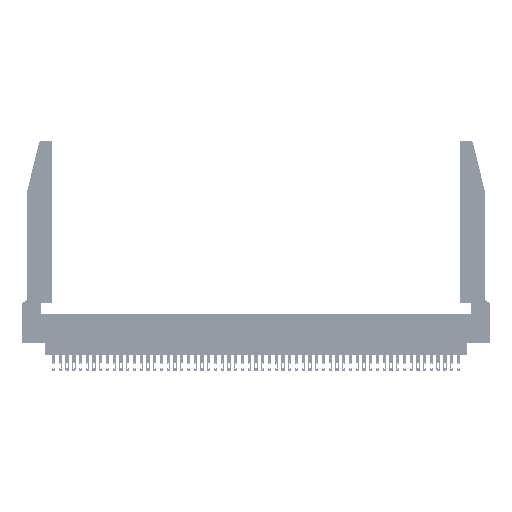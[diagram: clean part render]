
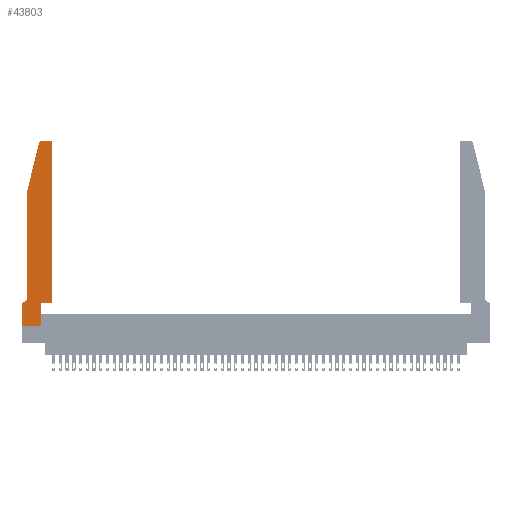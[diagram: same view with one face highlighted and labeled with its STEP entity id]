
A CAD part, top view. The second image highlights one B-rep face of the part: STEP entity #43803.
In plain terms, the highlighted planar face has unit normal (0, 0, 1).
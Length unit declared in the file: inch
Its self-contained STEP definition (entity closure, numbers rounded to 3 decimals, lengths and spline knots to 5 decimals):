
#31 = CARTESIAN_POINT ( 'NONE',  ( 0.0755, 0.42, 0.37 ) ) ;
#987 = DIRECTION ( 'NONE',  ( -1., 0., 0. ) ) ;
#1061 = CARTESIAN_POINT ( 'NONE',  ( 0.4505, 0.35, 0.37 ) ) ;
#1161 = LINE ( 'NONE', #13584, #3591 ) ;
#2094 = VERTEX_POINT ( 'NONE', #1061 ) ;
#2331 = DIRECTION ( 'NONE',  ( 0., -1., 0. ) ) ;
#2805 = DIRECTION ( 'NONE',  ( 0., 0., 1. ) ) ;
#3087 = CARTESIAN_POINT ( 'NONE',  ( 0.2865, 0.35, 0.37 ) ) ;
#3281 = AXIS2_PLACEMENT_3D ( 'NONE', #29890, #2805, #10621 ) ;
#3341 = ORIENTED_EDGE ( 'NONE', *, *, #6278, .T. ) ;
#3450 = VERTEX_POINT ( 'NONE', #16864 ) ;
#3591 = VECTOR ( 'NONE', #48601, 39.37008 ) ;
#4892 = VECTOR ( 'NONE', #2331, 39.37008 ) ;
#5132 = VERTEX_POINT ( 'NONE', #25213 ) ;
#6173 = VERTEX_POINT ( 'NONE', #36607 ) ;
#6278 = EDGE_CURVE ( 'NONE', #3450, #33795, #10358, .T. ) ;
#6599 = VERTEX_POINT ( 'NONE', #27432 ) ;
#6602 = ORIENTED_EDGE ( 'NONE', *, *, #33733, .T. ) ;
#6913 = ORIENTED_EDGE ( 'NONE', *, *, #17243, .T. ) ;
#7305 = DIRECTION ( 'NONE',  ( -1., 0., 0. ) ) ;
#7330 = LINE ( 'NONE', #44825, #4892 ) ;
#7704 = EDGE_CURVE ( 'NONE', #19248, #6173, #45923, .T. ) ;
#8058 = DIRECTION ( 'NONE',  ( 0., 1., 0. ) ) ;
#8171 = VECTOR ( 'NONE', #31152, 39.37008 ) ;
#8264 = DIRECTION ( 'NONE',  ( 0., 0., 1. ) ) ;
#9649 = EDGE_CURVE ( 'NONE', #41780, #3450, #18432, .T. ) ;
#10358 = LINE ( 'NONE', #21577, #41220 ) ;
#10621 = DIRECTION ( 'NONE',  ( 1., 0., 0. ) ) ;
#11328 = LINE ( 'NONE', #26579, #12551 ) ;
#11528 = ORIENTED_EDGE ( 'NONE', *, *, #36455, .T. ) ;
#11948 = ORIENTED_EDGE ( 'NONE', *, *, #9649, .T. ) ;
#12551 = VECTOR ( 'NONE', #7305, 39.37008 ) ;
#13207 = ORIENTED_EDGE ( 'NONE', *, *, #19974, .T. ) ;
#13576 = VECTOR ( 'NONE', #43041, 39.37008 ) ;
#13584 = CARTESIAN_POINT ( 'NONE',  ( 0.4505, 0.35, 0.37 ) ) ;
#15152 = CARTESIAN_POINT ( 'NONE',  ( 0., 0.35, 0.37 ) ) ;
#15584 = CARTESIAN_POINT ( 'NONE',  ( 0., 0., 0.37 ) ) ;
#16391 = CARTESIAN_POINT ( 'NONE',  ( 0.2605, 2.75, 0.37 ) ) ;
#16490 = CARTESIAN_POINT ( 'NONE',  ( 0.25487, 2.72718, 0.37 ) ) ;
#16864 = CARTESIAN_POINT ( 'NONE',  ( 0., 0., 0.37 ) ) ;
#17243 = EDGE_CURVE ( 'NONE', #2094, #5132, #31643, .T. ) ;
#17258 = FACE_OUTER_BOUND ( 'NONE', #36227, .T. ) ;
#17506 = LINE ( 'NONE', #16391, #25377 ) ;
#17522 = ORIENTED_EDGE ( 'NONE', *, *, #29999, .T. ) ;
#17990 = DIRECTION ( 'NONE',  ( 1., 0., 0. ) ) ;
#18365 = EDGE_CURVE ( 'NONE', #6599, #18821, #18846, .T. ) ;
#18432 = LINE ( 'NONE', #15584, #8171 ) ;
#18821 = VERTEX_POINT ( 'NONE', #16490 ) ;
#18846 = CIRCLE ( 'NONE', #19319, 0.03 ) ;
#19248 = VERTEX_POINT ( 'NONE', #31 ) ;
#19319 = AXIS2_PLACEMENT_3D ( 'NONE', #22148, #49194, #21969 ) ;
#19830 = CARTESIAN_POINT ( 'NONE',  ( 0.0055, 0.42, 0.37 ) ) ;
#19974 = EDGE_CURVE ( 'NONE', #23301, #2094, #1161, .T. ) ;
#20441 = ORIENTED_EDGE ( 'NONE', *, *, #7704, .T. ) ;
#20633 = VERTEX_POINT ( 'NONE', #34969 ) ;
#21188 = CIRCLE ( 'NONE', #3281, 0.03 ) ;
#21404 = VECTOR ( 'NONE', #34554, 39.37008 ) ;
#21577 = CARTESIAN_POINT ( 'NONE',  ( 0., 0., 0.37 ) ) ;
#21969 = DIRECTION ( 'NONE',  ( 1., 0., 0. ) ) ;
#22148 = CARTESIAN_POINT ( 'NONE',  ( 0.284, 2.72, 0.37 ) ) ;
#22309 = AXIS2_PLACEMENT_3D ( 'NONE', #47456, #8264, #27684 ) ;
#23084 = CARTESIAN_POINT ( 'NONE',  ( 0.0755, 2., 0.37 ) ) ;
#23301 = VERTEX_POINT ( 'NONE', #3087 ) ;
#25174 = VECTOR ( 'NONE', #8058, 39.37008 ) ;
#25213 = CARTESIAN_POINT ( 'NONE',  ( 0.4505, 2.72, 0.37 ) ) ;
#25377 = VECTOR ( 'NONE', #987, 39.37008 ) ;
#26134 = ORIENTED_EDGE ( 'NONE', *, *, #46998, .T. ) ;
#26579 = CARTESIAN_POINT ( 'NONE',  ( 0.0755, 0.35, 0.37 ) ) ;
#26935 = DIRECTION ( 'NONE',  ( 0., 0., -1. ) ) ;
#27424 = DIRECTION ( 'NONE',  ( -1., 0., 0. ) ) ;
#27432 = CARTESIAN_POINT ( 'NONE',  ( 0.284, 2.75, 0.37 ) ) ;
#27684 = DIRECTION ( 'NONE',  ( 1., 0., 0. ) ) ;
#29890 = CARTESIAN_POINT ( 'NONE',  ( 0.4205, 2.72, 0.37 ) ) ;
#29999 = EDGE_CURVE ( 'NONE', #5132, #47979, #21188, .T. ) ;
#31152 = DIRECTION ( 'NONE',  ( 0., -1., 0. ) ) ;
#31643 = LINE ( 'NONE', #42209, #21404 ) ;
#32344 = LINE ( 'NONE', #23084, #13576 ) ;
#33733 = EDGE_CURVE ( 'NONE', #18821, #20633, #32344, .T. ) ;
#33795 = VERTEX_POINT ( 'NONE', #39975 ) ;
#34554 = DIRECTION ( 'NONE',  ( 0., 1., 0. ) ) ;
#34969 = CARTESIAN_POINT ( 'NONE',  ( 0.0755, 2., 0.37 ) ) ;
#35619 = PLANE ( 'NONE',  #22309 ) ;
#36227 = EDGE_LOOP ( 'NONE', ( #26134, #49897, #6602, #11528, #20441, #46085, #11948, #3341, #37948, #13207, #6913, #17522 ) ) ;
#36455 = EDGE_CURVE ( 'NONE', #20633, #19248, #7330, .T. ) ;
#36607 = CARTESIAN_POINT ( 'NONE',  ( 0.0055, 0.35, 0.37 ) ) ;
#37948 = ORIENTED_EDGE ( 'NONE', *, *, #40085, .T. ) ;
#38682 = EDGE_CURVE ( 'NONE', #6173, #41780, #11328, .T. ) ;
#39176 = CARTESIAN_POINT ( 'NONE',  ( 0.2865, 0.35, 0.37 ) ) ;
#39975 = CARTESIAN_POINT ( 'NONE',  ( 0.2865, 0., 0.37 ) ) ;
#40085 = EDGE_CURVE ( 'NONE', #33795, #23301, #44557, .T. ) ;
#41220 = VECTOR ( 'NONE', #17990, 39.37008 ) ;
#41780 = VERTEX_POINT ( 'NONE', #15152 ) ;
#42065 = CARTESIAN_POINT ( 'NONE',  ( 0.4205, 2.75, 0.37 ) ) ;
#42209 = CARTESIAN_POINT ( 'NONE',  ( 0.4505, 0.35, 0.37 ) ) ;
#43041 = DIRECTION ( 'NONE',  ( -0.239, -0.971, 0. ) ) ;
#43803 = ADVANCED_FACE ( 'NONE', ( #17258 ), #35619, .T. ) ;
#44036 = AXIS2_PLACEMENT_3D ( 'NONE', #19830, #26935, #27424 ) ;
#44557 = LINE ( 'NONE', #39176, #25174 ) ;
#44825 = CARTESIAN_POINT ( 'NONE',  ( 0.0755, 2., 0.37 ) ) ;
#45923 = CIRCLE ( 'NONE', #44036, 0.07 ) ;
#46085 = ORIENTED_EDGE ( 'NONE', *, *, #38682, .T. ) ;
#46998 = EDGE_CURVE ( 'NONE', #47979, #6599, #17506, .T. ) ;
#47456 = CARTESIAN_POINT ( 'NONE',  ( 0., 0.35, 0.37 ) ) ;
#47979 = VERTEX_POINT ( 'NONE', #42065 ) ;
#48601 = DIRECTION ( 'NONE',  ( 1., 0., 0. ) ) ;
#49194 = DIRECTION ( 'NONE',  ( 0., 0., 1. ) ) ;
#49897 = ORIENTED_EDGE ( 'NONE', *, *, #18365, .T. ) ;
